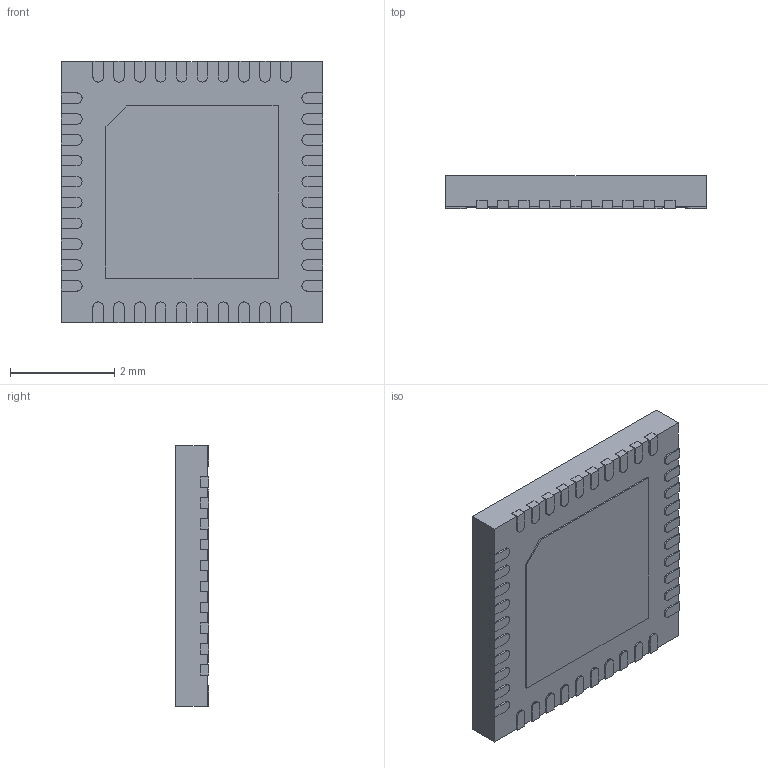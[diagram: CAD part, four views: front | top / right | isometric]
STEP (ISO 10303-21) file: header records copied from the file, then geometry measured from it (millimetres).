
FILE_DESCRIPTION (( 'STEP AP214' ), '1' );
FILE_NAME ('User Library-QFN 40 5x5 pitch 0.4.STEP.STEP', '2022-03-26T16:20:36', ( '' ), ( '' ), 'SwSTEP 2.0', 'SolidWorks 2021', '' );
FILE_SCHEMA (( 'AUTOMOTIVE_DESIGN' ));
Length unit declared in the file: millimetre
Products named in the file (1): User Library-QFN 40 5x5 pitch 0.4.STEP
Bounding box: 5.02 x 0.64 x 5.02 mm (x, y, z)
Volume: 15.4 mm3; surface area: 64 mm2
Topology: 1 solids, 1 shells, 335 faces, 996 edges, 664 vertices
Faces by surface type: plane 252, cylinder 82, sphere 1
Entity records: 14817 total; most frequent: CARTESIAN_POINT 1991, ORIENTED_EDGE 1986, DIRECTION 1829, EDGE_CURVE 993, VECTOR 829, LINE 829, VERTEX_POINT 662, AXIS2_PLACEMENT_3D 500
